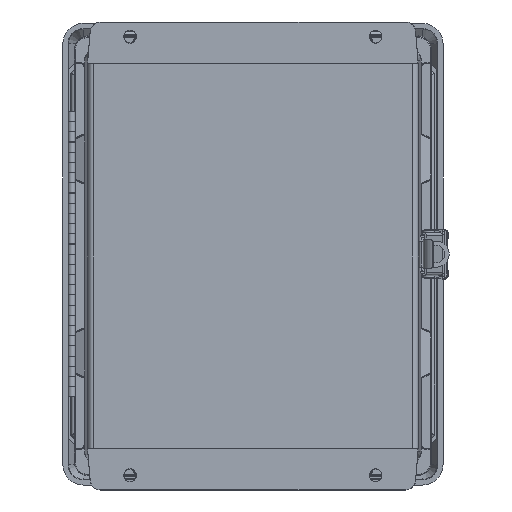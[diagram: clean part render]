
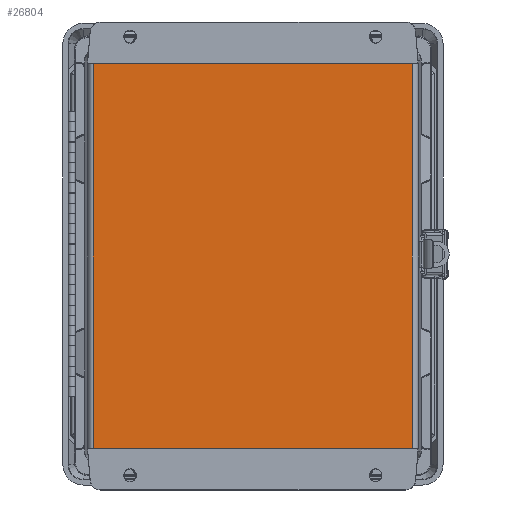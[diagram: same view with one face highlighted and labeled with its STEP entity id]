
A CAD part, front view. The second image highlights one B-rep face of the part: STEP entity #26804.
In plain terms, the highlighted planar face has unit normal (0, -1, 0).
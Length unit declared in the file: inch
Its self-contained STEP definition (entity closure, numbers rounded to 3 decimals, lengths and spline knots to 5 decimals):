
#840 = ORIENTED_EDGE ( 'NONE', *, *, #1750, .T. ) ;
#1750 = EDGE_CURVE ( 'NONE', #22043, #17650, #13381, .T. ) ;
#2721 = CARTESIAN_POINT ( 'NONE',  ( 0., 0.053, 0. ) ) ;
#3219 = EDGE_LOOP ( 'NONE', ( #8304, #23164, #840, #21675 ) ) ;
#3645 = CARTESIAN_POINT ( 'NONE',  ( 3.91022, 0.053, -4.71875 ) ) ;
#5439 = CARTESIAN_POINT ( 'NONE',  ( 3.91022, 0.053, 0. ) ) ;
#5890 = CARTESIAN_POINT ( 'NONE',  ( -5.60764, 0.053, -4.71875 ) ) ;
#8073 = DIRECTION ( 'NONE',  ( 0., 0., 1. ) ) ;
#8304 = ORIENTED_EDGE ( 'NONE', *, *, #29531, .T. ) ;
#8542 = DIRECTION ( 'NONE',  ( 1., 0., 0. ) ) ;
#10572 = PLANE ( 'NONE',  #31364 ) ;
#11468 = VECTOR ( 'NONE', #8073, 39.37008 ) ;
#11470 = CARTESIAN_POINT ( 'NONE',  ( -5.60764, 0.053, 4.71875 ) ) ;
#12768 = VECTOR ( 'NONE', #8542, 39.37008 ) ;
#13238 = DIRECTION ( 'NONE',  ( 0., 1., 0. ) ) ;
#13381 = LINE ( 'NONE', #11470, #26553 ) ;
#17511 = EDGE_CURVE ( 'NONE', #19414, #22043, #32508, .T. ) ;
#17650 = VERTEX_POINT ( 'NONE', #24414 ) ;
#19193 = CARTESIAN_POINT ( 'NONE',  ( -3.91022, 0.053, 0. ) ) ;
#19414 = VERTEX_POINT ( 'NONE', #3645 ) ;
#19758 = LINE ( 'NONE', #5890, #12768 ) ;
#21675 = ORIENTED_EDGE ( 'NONE', *, *, #31972, .T. ) ;
#22043 = VERTEX_POINT ( 'NONE', #22448 ) ;
#22448 = CARTESIAN_POINT ( 'NONE',  ( 3.91022, 0.053, 4.71875 ) ) ;
#23164 = ORIENTED_EDGE ( 'NONE', *, *, #17511, .T. ) ;
#23619 = FACE_OUTER_BOUND ( 'NONE', #3219, .T. ) ;
#24414 = CARTESIAN_POINT ( 'NONE',  ( -3.91022, 0.053, 4.71875 ) ) ;
#24614 = DIRECTION ( 'NONE',  ( 0., 0., -1. ) ) ;
#26553 = VECTOR ( 'NONE', #29905, 39.37008 ) ;
#26759 = VECTOR ( 'NONE', #24614, 39.37008 ) ;
#26804 = ADVANCED_FACE ( 'NONE', ( #23619 ), #10572, .F. ) ;
#27283 = CARTESIAN_POINT ( 'NONE',  ( -3.91022, 0.053, -4.71875 ) ) ;
#29531 = EDGE_CURVE ( 'NONE', #33902, #19414, #19758, .T. ) ;
#29905 = DIRECTION ( 'NONE',  ( -1., 0., 0. ) ) ;
#31364 = AXIS2_PLACEMENT_3D ( 'NONE', #2721, #13238, #31681 ) ;
#31681 = DIRECTION ( 'NONE',  ( 0., 0., 1. ) ) ;
#31972 = EDGE_CURVE ( 'NONE', #17650, #33902, #33799, .T. ) ;
#32508 = LINE ( 'NONE', #5439, #11468 ) ;
#33799 = LINE ( 'NONE', #19193, #26759 ) ;
#33902 = VERTEX_POINT ( 'NONE', #27283 ) ;
